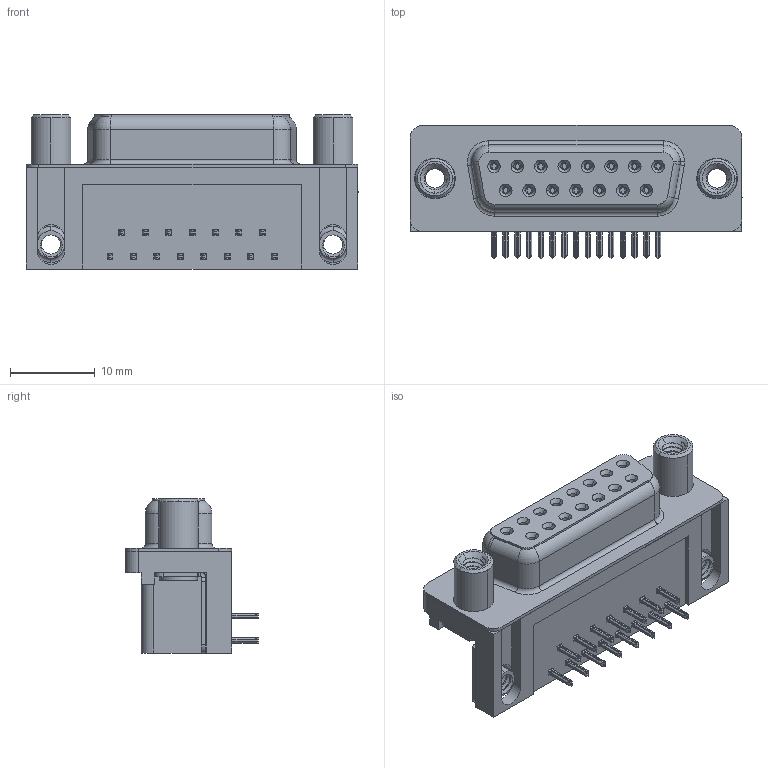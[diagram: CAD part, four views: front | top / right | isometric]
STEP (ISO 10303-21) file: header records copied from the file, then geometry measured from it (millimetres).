
FILE_DESCRIPTION (( 'STEP AP203' ), '1' );
FILE_NAME ('622-015-360-550.STEP', '2019-11-19T23:52:21', ( '' ), ( '' ), 'SwSTEP 2.0', 'SolidWorks 2016', '' );
FILE_SCHEMA (( 'CONFIG_CONTROL_DESIGN' ));
Length unit declared in the file: millimetre
Products named in the file (7): 622 Housing_15 Socket; 622 Shell_15 Socket; 622 Contact Top; 622 Socket Bottom; 622 4-40 Threaded Board Mount; 622 Round Threaded Standoff; 622-015-360-550
Assembly tree (21 placements, depth 2):
  622-015-360-550
    622 Housing_15 Socket
    622 Shell_15 Socket
    622 Socket Bottom  x7
    622 Contact Top  x8
    622 4-40 Threaded Board Mount  x2
    622 Round Threaded Standoff  x2
Bounding box: 39.22 x 15.73 x 18.2 mm (x, y, z)
Volume: 5289.8 mm3; surface area: 6994.1 mm2
Topology: 21 solids, 21 shells, 2451 faces, 6450 edges, 4056 vertices
Faces by surface type: plane 1066, cylinder 625, bspline 534, cone 192, torus 34
Entity records: 28468 total; most frequent: CARTESIAN_POINT 10721, ORIENTED_EDGE 3616, DIRECTION 3163, EDGE_CURVE 1808, VERTEX_POINT 1154, LINE 1083, VECTOR 1083, AXIS2_PLACEMENT_3D 1040
